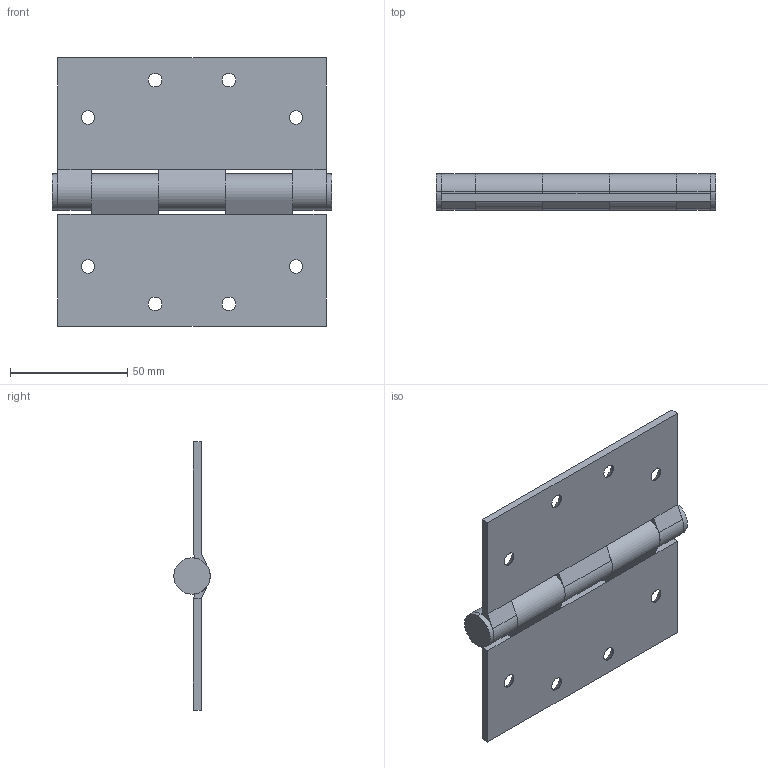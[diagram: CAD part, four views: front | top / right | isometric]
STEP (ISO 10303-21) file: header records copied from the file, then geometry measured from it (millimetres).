
FILE_DESCRIPTION (( 'STEP AP203' ), '1' );
FILE_NAME ('1494A13_Mortise-Mount Entry Door Template Hinge.STEP', '2021-07-09T12:26:27', ( 'Administrator' ), ( 'Managed by Terraform' ), 'SwSTEP 2.0', 'SolidWorks 2017', '' );
FILE_SCHEMA (( 'CONFIG_CONTROL_DESIGN' ));
Length unit declared in the file: inch
Products named in the file (1): 1494A13_Mortise-Mount Entry Door Template Hinge
Bounding box: 118.84 x 15.48 x 114.3 mm (x, y, z)
Volume: 58918.3 mm3; surface area: 38474.5 mm2
Topology: 3 solids, 3 shells, 110 faces, 274 edges, 172 vertices
Faces by surface type: cylinder 52, plane 42, cone 16
Entity records: 3389 total; most frequent: DIRECTION 616, CARTESIAN_POINT 557, ORIENTED_EDGE 548, EDGE_CURVE 274, AXIS2_PLACEMENT_3D 231, VERTEX_POINT 172, LINE 154, VECTOR 154
